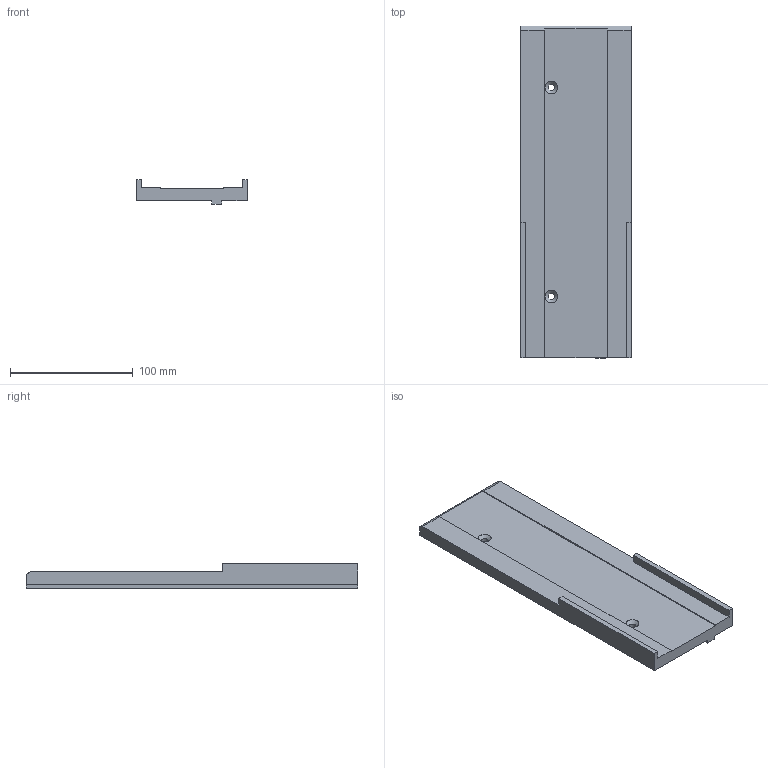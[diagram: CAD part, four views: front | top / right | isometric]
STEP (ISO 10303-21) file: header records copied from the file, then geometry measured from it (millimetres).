
FILE_DESCRIPTION(/* description */ ('Unknown'),/* implementation_level */ '2;1');
FILE_NAME(/* name */ 'I-HTG35-246-11-0 sôle aiguillage',/* time_stamp */ '2023-06-26T15:32:44+02:00',/* author */ ('Unknown'),/* organization */ ('Unknown'),/* preprocessor_version */ 'ST-DEVELOPER v18.1',/* originating_system */ 'Solid Edge',/* authorisation */ 'Unknown');
FILE_SCHEMA (('AUTOMOTIVE_DESIGN {1 0 10303 214 3 1 1}'));
Length unit declared in the file: millimetre
Products named in the file (1): I-HTG35-246-11 s犨e aiguillage
Bounding box: 90 x 270 x 20 mm (x, y, z)
Volume: 250859.2 mm3; surface area: 61175.3 mm2
Topology: 1 solids, 1 shells, 25 faces, 69 edges, 46 vertices
Faces by surface type: plane 21, cylinder 2, cone 2
Full cylindrical faces by diameter (mm): 5.5 x2
Entity records: 789 total; most frequent: CARTESIAN_POINT 133, ORIENTED_EDGE 126, DIRECTION 121, EDGE_CURVE 63, LINE 57, VECTOR 57, VERTEX_POINT 44, EDGE_LOOP 33
